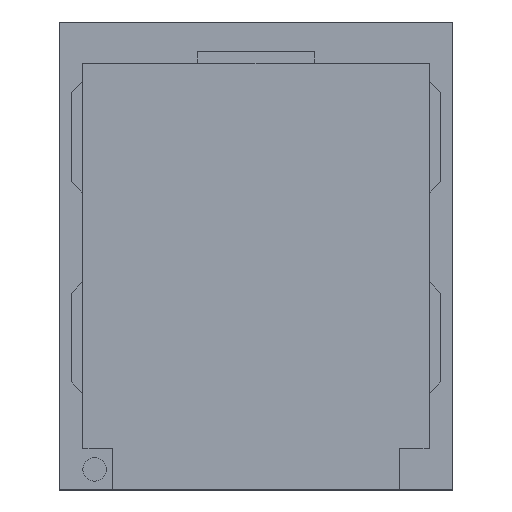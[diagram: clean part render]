
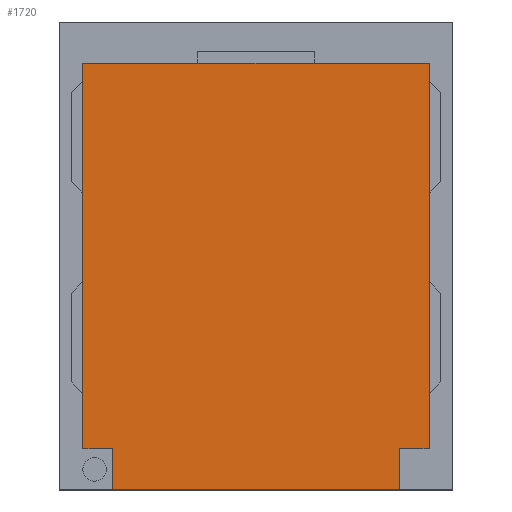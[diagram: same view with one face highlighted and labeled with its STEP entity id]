
A CAD part, top view. The second image highlights one B-rep face of the part: STEP entity #1720.
In plain terms, the highlighted planar face has unit normal (0, 0, 1).
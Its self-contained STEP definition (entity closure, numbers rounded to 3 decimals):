
#7 = AXIS2_PLACEMENT_3D ( 'NONE', #317, #1010, #1140 ) ;
#15 = CARTESIAN_POINT ( 'NONE',  ( 0., 5.41, 2. ) ) ;
#46 = DIRECTION ( 'NONE',  ( 0., -1., 0. ) ) ;
#80 = VECTOR ( 'NONE', #1137, 1000. ) ;
#93 = ORIENTED_EDGE ( 'NONE', *, *, #1398, .F. ) ;
#137 = EDGE_CURVE ( 'NONE', #350, #909, #259, .T. ) ;
#162 = DIRECTION ( 'NONE',  ( -1., 0., 0. ) ) ;
#206 = CARTESIAN_POINT ( 'NONE',  ( -15.392, 2.91, 2. ) ) ;
#211 = CARTESIAN_POINT ( 'NONE',  ( -51.552, 5.41, 2. ) ) ;
#223 = LINE ( 'NONE', #804, #930 ) ;
#228 = VECTOR ( 'NONE', #46, 1000. ) ;
#250 = ORIENTED_EDGE ( 'NONE', *, *, #1603, .F. ) ;
#259 = LINE ( 'NONE', #904, #557 ) ;
#274 = CARTESIAN_POINT ( 'NONE',  ( -51.552, 29.75, 2. ) ) ;
#312 = CARTESIAN_POINT ( 'NONE',  ( -48.052, 2.91, 2. ) ) ;
#317 = CARTESIAN_POINT ( 'NONE',  ( 0., 0., 2. ) ) ;
#339 = LINE ( 'NONE', #1669, #1552 ) ;
#350 = VERTEX_POINT ( 'NONE', #312 ) ;
#394 = ORIENTED_EDGE ( 'NONE', *, *, #475, .F. ) ;
#430 = EDGE_CURVE ( 'NONE', #924, #493, #1194, .T. ) ;
#449 = CARTESIAN_POINT ( 'NONE',  ( -48.052, 5.41, 2. ) ) ;
#475 = EDGE_CURVE ( 'NONE', #493, #909, #1418, .T. ) ;
#477 = DIRECTION ( 'NONE',  ( 0., -1., 0. ) ) ;
#493 = VERTEX_POINT ( 'NONE', #933 ) ;
#506 = DIRECTION ( 'NONE',  ( 0., 1., 0. ) ) ;
#557 = VECTOR ( 'NONE', #1077, 1000. ) ;
#583 = ORIENTED_EDGE ( 'NONE', *, *, #1174, .F. ) ;
#593 = LINE ( 'NONE', #1671, #228 ) ;
#804 = CARTESIAN_POINT ( 'NONE',  ( -51.552, 0., 2. ) ) ;
#904 = CARTESIAN_POINT ( 'NONE',  ( 0., 2.91, 2. ) ) ;
#909 = VERTEX_POINT ( 'NONE', #206 ) ;
#924 = VERTEX_POINT ( 'NONE', #1397 ) ;
#930 = VECTOR ( 'NONE', #506, 1000. ) ;
#931 = ORIENTED_EDGE ( 'NONE', *, *, #1121, .T. ) ;
#933 = CARTESIAN_POINT ( 'NONE',  ( -15.392, 32.25, 2. ) ) ;
#1001 = PLANE ( 'NONE',  #7 ) ;
#1010 = DIRECTION ( 'NONE',  ( 0., 0., 1. ) ) ;
#1039 = VERTEX_POINT ( 'NONE', #449 ) ;
#1077 = DIRECTION ( 'NONE',  ( 1., 0., 0. ) ) ;
#1081 = EDGE_LOOP ( 'NONE', ( #394, #1625, #931, #583, #93, #250, #1273, #1399 ) ) ;
#1103 = VECTOR ( 'NONE', #162, 1000. ) ;
#1121 = EDGE_CURVE ( 'NONE', #924, #1700, #593, .T. ) ;
#1137 = DIRECTION ( 'NONE',  ( 1., 0., 0. ) ) ;
#1140 = DIRECTION ( 'NONE',  ( 1., 0., 0. ) ) ;
#1150 = VERTEX_POINT ( 'NONE', #211 ) ;
#1151 = CARTESIAN_POINT ( 'NONE',  ( 0., 32.25, 2. ) ) ;
#1170 = LINE ( 'NONE', #1492, #1269 ) ;
#1174 = EDGE_CURVE ( 'NONE', #1483, #1700, #1170, .T. ) ;
#1176 = DIRECTION ( 'NONE',  ( 0., -1., 0. ) ) ;
#1194 = LINE ( 'NONE', #1151, #80 ) ;
#1269 = VECTOR ( 'NONE', #1375, 1000. ) ;
#1272 = EDGE_CURVE ( 'NONE', #1039, #350, #339, .T. ) ;
#1273 = ORIENTED_EDGE ( 'NONE', *, *, #1272, .T. ) ;
#1375 = DIRECTION ( 'NONE',  ( 1., 0., 0. ) ) ;
#1397 = CARTESIAN_POINT ( 'NONE',  ( -48.052, 32.25, 2. ) ) ;
#1398 = EDGE_CURVE ( 'NONE', #1150, #1483, #223, .T. ) ;
#1399 = ORIENTED_EDGE ( 'NONE', *, *, #137, .T. ) ;
#1418 = LINE ( 'NONE', #1567, #1686 ) ;
#1471 = LINE ( 'NONE', #15, #1103 ) ;
#1482 = CARTESIAN_POINT ( 'NONE',  ( -48.052, 29.75, 2. ) ) ;
#1483 = VERTEX_POINT ( 'NONE', #274 ) ;
#1488 = FACE_OUTER_BOUND ( 'NONE', #1081, .T. ) ;
#1492 = CARTESIAN_POINT ( 'NONE',  ( 0., 29.75, 2. ) ) ;
#1552 = VECTOR ( 'NONE', #477, 1000. ) ;
#1567 = CARTESIAN_POINT ( 'NONE',  ( -15.392, 0., 2. ) ) ;
#1603 = EDGE_CURVE ( 'NONE', #1039, #1150, #1471, .T. ) ;
#1625 = ORIENTED_EDGE ( 'NONE', *, *, #430, .F. ) ;
#1669 = CARTESIAN_POINT ( 'NONE',  ( -48.052, 0., 2. ) ) ;
#1671 = CARTESIAN_POINT ( 'NONE',  ( -48.052, 0., 2. ) ) ;
#1686 = VECTOR ( 'NONE', #1176, 1000. ) ;
#1700 = VERTEX_POINT ( 'NONE', #1482 ) ;
#1720 = ADVANCED_FACE ( 'NONE', ( #1488 ), #1001, .T. ) ;
